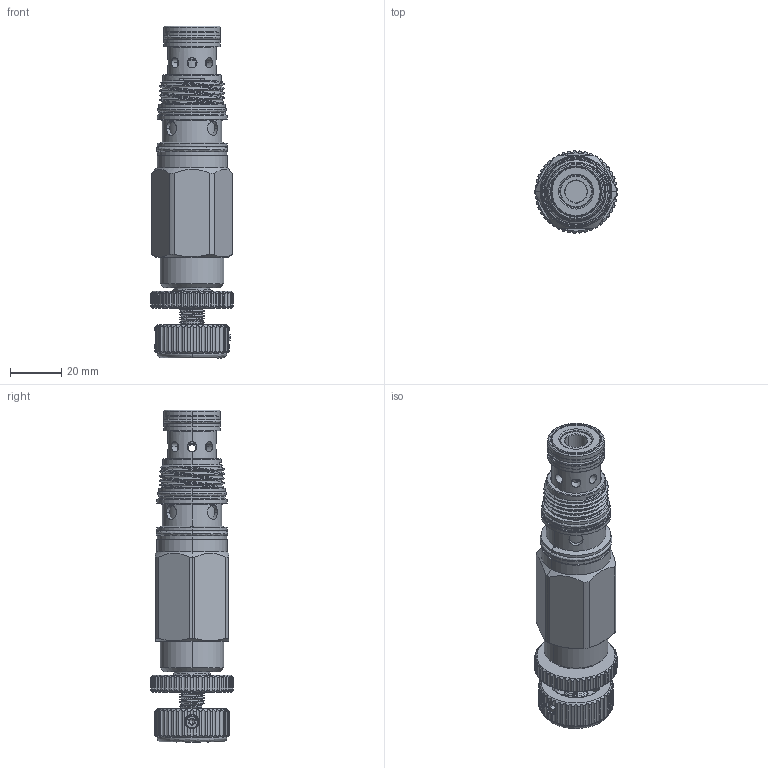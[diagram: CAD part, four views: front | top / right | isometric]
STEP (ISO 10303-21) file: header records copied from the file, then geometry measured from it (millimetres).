
FILE_DESCRIPTION (( 'STEP AP203' ), '1' );
FILE_NAME ('PD2A30-K.STEP', '2016-07-22T08:49:34', ( '' ), ( '' ), 'SwSTEP 2.0', 'SolidWorks 2012', '' );
FILE_SCHEMA (( 'CONFIG_CONTROL_DESIGN' ));
Length unit declared in the file: millimetre
Products named in the file (1): PD2A30-K
Bounding box: 32.18 x 32.2 x 129.79 mm (x, y, z)
Surface area: 23034.5 mm2 (no closed solid volume)
Topology: 0 solids, 21 shells, 891 faces, 2364 edges, 1514 vertices
Faces by surface type: cylinder 514, plane 206, bspline 93, cone 78
Entity records: 45560 total; most frequent: CARTESIAN_POINT 24795, ORIENTED_EDGE 4679, DIRECTION 3916, EDGE_CURVE 2342, AXIS2_PLACEMENT_3D 1517, VERTEX_POINT 1514, EDGE_LOOP 972, FACE_OUTER_BOUND 891
